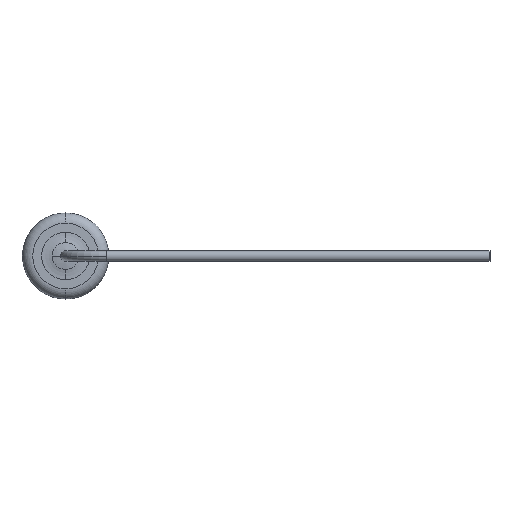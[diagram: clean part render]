
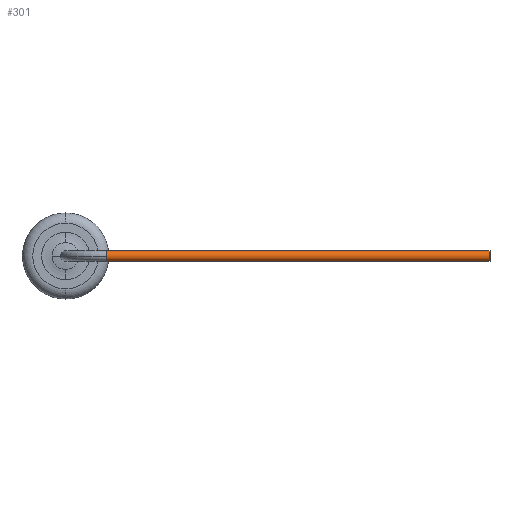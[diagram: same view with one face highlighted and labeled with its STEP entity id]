
A CAD part, left-side view. The second image highlights one B-rep face of the part: STEP entity #301.
In plain terms, the highlighted cylindrical face has radius 0.25 mm (diameter 0.5 mm), a partial arc.
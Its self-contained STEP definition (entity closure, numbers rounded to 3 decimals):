
#56 = AXIS2_PLACEMENT_3D ( 'NONE', #984, #1913, #2856 ) ;
#139 = EDGE_CURVE ( 'NONE', #3020, #244, #2240, .T. ) ;
#244 = VERTEX_POINT ( 'NONE', #386 ) ;
#301 = ADVANCED_FACE ( 'NONE', ( #1185 ), #506, .T. ) ;
#322 = CARTESIAN_POINT ( 'NONE',  ( -10.16, -2., 0.25 ) ) ;
#367 = CIRCLE ( 'NONE', #414, 0.25 ) ;
#370 = VECTOR ( 'NONE', #2001, 1000. ) ;
#386 = CARTESIAN_POINT ( 'NONE',  ( -10.16, -20.698, 0.25 ) ) ;
#405 = DIRECTION ( 'NONE',  ( 0., 1., 0. ) ) ;
#414 = AXIS2_PLACEMENT_3D ( 'NONE', #2525, #1157, #3000 ) ;
#416 = VERTEX_POINT ( 'NONE', #2051 ) ;
#506 = CYLINDRICAL_SURFACE ( 'NONE', #56, 0.25 ) ;
#793 = EDGE_CURVE ( 'NONE', #416, #868, #1544, .T. ) ;
#868 = VERTEX_POINT ( 'NONE', #322 ) ;
#871 = EDGE_CURVE ( 'NONE', #1543, #3020, #1280, .T. ) ;
#964 = EDGE_CURVE ( 'NONE', #1543, #416, #367, .T. ) ;
#984 = CARTESIAN_POINT ( 'NONE',  ( -10.16, -2., 0. ) ) ;
#1067 = VECTOR ( 'NONE', #2215, 1000. ) ;
#1157 = DIRECTION ( 'NONE',  ( 0., 1., 0. ) ) ;
#1185 = FACE_OUTER_BOUND ( 'NONE', #2806, .T. ) ;
#1280 = LINE ( 'NONE', #1716, #1067 ) ;
#1340 = CARTESIAN_POINT ( 'NONE',  ( -10.16, -2., -0.25 ) ) ;
#1524 = CARTESIAN_POINT ( 'NONE',  ( -10.16, -20.698, -0.25 ) ) ;
#1535 = EDGE_CURVE ( 'NONE', #868, #244, #1730, .T. ) ;
#1543 = VERTEX_POINT ( 'NONE', #1340 ) ;
#1544 = CIRCLE ( 'NONE', #2290, 0.25 ) ;
#1576 = CARTESIAN_POINT ( 'NONE',  ( -10.16, -2., 0. ) ) ;
#1618 = ORIENTED_EDGE ( 'NONE', *, *, #1535, .F. ) ;
#1678 = ORIENTED_EDGE ( 'NONE', *, *, #964, .F. ) ;
#1716 = CARTESIAN_POINT ( 'NONE',  ( -10.16, -2., -0.25 ) ) ;
#1730 = LINE ( 'NONE', #2267, #370 ) ;
#1913 = DIRECTION ( 'NONE',  ( 0., -1., 0. ) ) ;
#1950 = ORIENTED_EDGE ( 'NONE', *, *, #139, .T. ) ;
#2001 = DIRECTION ( 'NONE',  ( 0., -1., 0. ) ) ;
#2051 = CARTESIAN_POINT ( 'NONE',  ( -10.41, -2., 0. ) ) ;
#2054 = CARTESIAN_POINT ( 'NONE',  ( -10.16, -20.698, 0. ) ) ;
#2058 = ORIENTED_EDGE ( 'NONE', *, *, #793, .F. ) ;
#2099 = DIRECTION ( 'NONE',  ( 0., 0., -1. ) ) ;
#2215 = DIRECTION ( 'NONE',  ( 0., -1., 0. ) ) ;
#2231 = ORIENTED_EDGE ( 'NONE', *, *, #871, .T. ) ;
#2240 = CIRCLE ( 'NONE', #2382, 0.25 ) ;
#2267 = CARTESIAN_POINT ( 'NONE',  ( -10.16, -2., 0.25 ) ) ;
#2290 = AXIS2_PLACEMENT_3D ( 'NONE', #1576, #405, #2967 ) ;
#2382 = AXIS2_PLACEMENT_3D ( 'NONE', #2054, #2546, #2099 ) ;
#2525 = CARTESIAN_POINT ( 'NONE',  ( -10.16, -2., 0. ) ) ;
#2546 = DIRECTION ( 'NONE',  ( 0., 1., 0. ) ) ;
#2806 = EDGE_LOOP ( 'NONE', ( #1618, #2058, #1678, #2231, #1950 ) ) ;
#2856 = DIRECTION ( 'NONE',  ( 0., 0., -1. ) ) ;
#2967 = DIRECTION ( 'NONE',  ( 0., 0., -1. ) ) ;
#3000 = DIRECTION ( 'NONE',  ( 0., 0., -1. ) ) ;
#3020 = VERTEX_POINT ( 'NONE', #1524 ) ;
